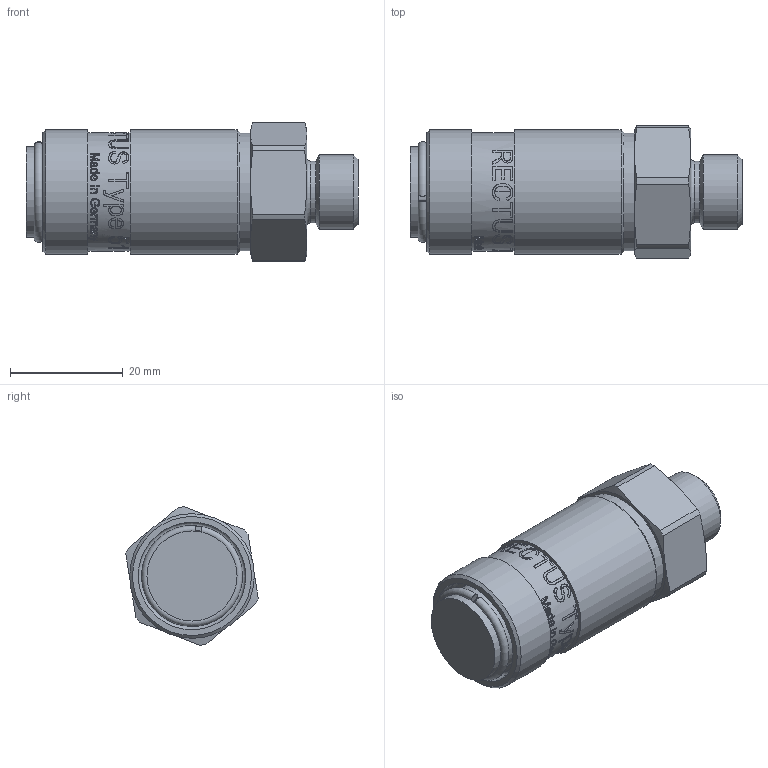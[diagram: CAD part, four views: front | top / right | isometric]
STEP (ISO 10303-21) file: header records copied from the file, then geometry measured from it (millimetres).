
FILE_DESCRIPTION((''),'2;1');
FILE_NAME('51kbaw13spn.stp','2014-11-11T07:15:04',('IA176480'),(''),'Autodesk Inventor 2013','Autodesk Inventor 2013','');
FILE_SCHEMA(('AUTOMOTIVE_DESIGN { 1 0 10303 214 1 1 1 1 }'));
Length unit declared in the file: millimetre
Products named in the file (1): D112754
Bounding box: 59 x 23.52 x 24.64 mm (x, y, z)
Volume: 18489 mm3; surface area: 9646.3 mm2
Topology: 2 solids, 3 shells, 513 faces, 1334 edges, 883 vertices
Faces by surface type: bspline 246, plane 166, cylinder 70, cone 27, torus 4
Full cylindrical faces by diameter (mm): 11 x1, 13.157 x1, 14.57 x1, 16 x2, 16.25 x2, 18 x1, 18.25 x1, 19 x1, 19.1 x1, 19.3 x1, 19.75 x1, 20.9 x1, 21 x1, 22.15 x2
Entity records: 69967 total; most frequent: CARTESIAN_POINT 59013, ORIENTED_EDGE 2566, DIRECTION 1291, EDGE_CURVE 1283, VERTEX_POINT 871, B_SPLINE_CURVE_WITH_KNOTS 646, EDGE_LOOP 608, FACE_OUTER_BOUND 512
